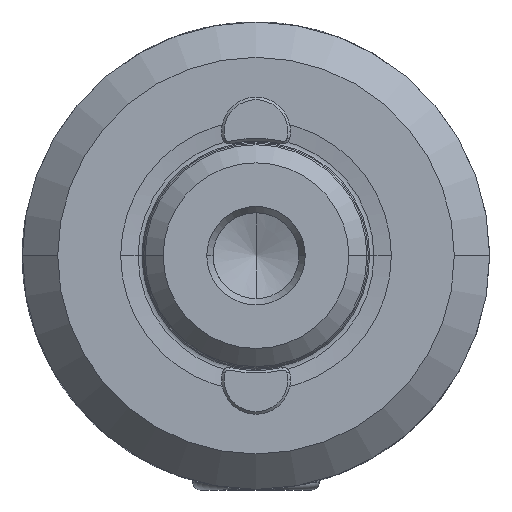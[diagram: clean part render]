
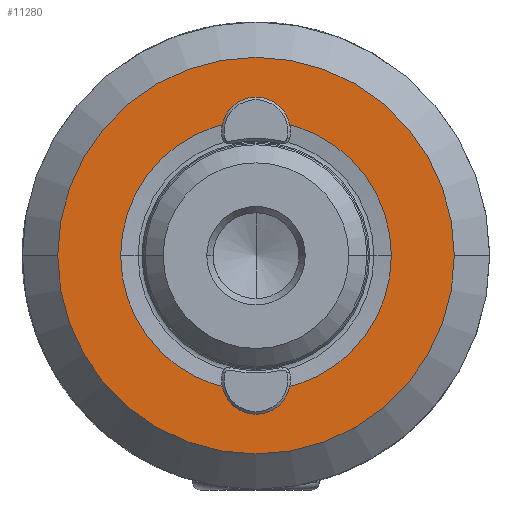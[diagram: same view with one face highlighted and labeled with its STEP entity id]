
A CAD part, left-side view. The second image highlights one B-rep face of the part: STEP entity #11280.
In plain terms, the highlighted planar face has unit normal (-1, 0, 0).
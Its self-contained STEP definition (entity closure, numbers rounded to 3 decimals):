
#291 = ORIENTED_EDGE ( 'NONE', *, *, #24687, .F. ) ;
#345 = EDGE_CURVE ( 'NONE', #6439, #21847, #18054, .T. ) ;
#438 = EDGE_CURVE ( 'NONE', #15809, #10435, #8415, .T. ) ;
#770 = AXIS2_PLACEMENT_3D ( 'NONE', #18252, #20370, #22385 ) ;
#1039 = VERTEX_POINT ( 'NONE', #23111 ) ;
#1044 = DIRECTION ( 'NONE',  ( -1., 0., 0. ) ) ;
#1197 = VERTEX_POINT ( 'NONE', #19353 ) ;
#1590 = ORIENTED_EDGE ( 'NONE', *, *, #25297, .T. ) ;
#1718 = CARTESIAN_POINT ( 'NONE',  ( -43., 10.715, 0. ) ) ;
#1727 = CARTESIAN_POINT ( 'NONE',  ( -43., -1.58, -10.598 ) ) ;
#1737 = VERTEX_POINT ( 'NONE', #11656 ) ;
#1854 = CARTESIAN_POINT ( 'NONE',  ( -43., 0., 0. ) ) ;
#1922 = EDGE_CURVE ( 'NONE', #1197, #13816, #3113, .T. ) ;
#2393 = CARTESIAN_POINT ( 'NONE',  ( -43., -10.715, 0. ) ) ;
#2833 = ORIENTED_EDGE ( 'NONE', *, *, #345, .T. ) ;
#3066 = DIRECTION ( 'NONE',  ( -1., 0., 0. ) ) ;
#3113 = CIRCLE ( 'NONE', #770, 1.6 ) ;
#3241 = VERTEX_POINT ( 'NONE', #1727 ) ;
#3398 = DIRECTION ( 'NONE',  ( 0., 1., 0. ) ) ;
#3422 = AXIS2_PLACEMENT_3D ( 'NONE', #25844, #3726, #12000 ) ;
#3443 = DIRECTION ( 'NONE',  ( 0., -1., 0. ) ) ;
#3536 = ORIENTED_EDGE ( 'NONE', *, *, #25559, .F. ) ;
#3609 = AXIS2_PLACEMENT_3D ( 'NONE', #25450, #11437, #3443 ) ;
#3726 = DIRECTION ( 'NONE',  ( -1., 0., 0. ) ) ;
#4158 = ORIENTED_EDGE ( 'NONE', *, *, #1922, .F. ) ;
#4180 = AXIS2_PLACEMENT_3D ( 'NONE', #14990, #3066, #16972 ) ;
#4820 = DIRECTION ( 'NONE',  ( 0., -1., 0. ) ) ;
#4990 = CARTESIAN_POINT ( 'NONE',  ( -43., 0., 10.85 ) ) ;
#5589 = VERTEX_POINT ( 'NONE', #2393 ) ;
#6164 = AXIS2_PLACEMENT_3D ( 'NONE', #1854, #15742, #17825 ) ;
#6439 = VERTEX_POINT ( 'NONE', #11733 ) ;
#6852 = CARTESIAN_POINT ( 'NONE',  ( -43., 0., 0. ) ) ;
#7034 = EDGE_LOOP ( 'NONE', ( #4158, #21884, #291, #13578, #3536, #22004, #25666, #8865 ) ) ;
#7161 = DIRECTION ( 'NONE',  ( 0., 0., 1. ) ) ;
#7225 = PLANE ( 'NONE',  #12584 ) ;
#7366 = CIRCLE ( 'NONE', #13319, 10.715 ) ;
#7476 = CARTESIAN_POINT ( 'NONE',  ( -43., 0., 12.45 ) ) ;
#7700 = DIRECTION ( 'NONE',  ( 0., -1., 0. ) ) ;
#8286 = CIRCLE ( 'NONE', #6164, 15.7 ) ;
#8415 = CIRCLE ( 'NONE', #20961, 10.715 ) ;
#8833 = DIRECTION ( 'NONE',  ( -1., 0., 0. ) ) ;
#8865 = ORIENTED_EDGE ( 'NONE', *, *, #24563, .F. ) ;
#9194 = CARTESIAN_POINT ( 'NONE',  ( -43., -10.715, 0. ) ) ;
#9292 = CIRCLE ( 'NONE', #4180, 10.715 ) ;
#9317 = DIRECTION ( 'NONE',  ( 0., 0., 1. ) ) ;
#9866 = EDGE_CURVE ( 'NONE', #1737, #3241, #12342, .T. ) ;
#10435 = VERTEX_POINT ( 'NONE', #1718 ) ;
#10742 = FACE_OUTER_BOUND ( 'NONE', #10997, .T. ) ;
#10901 = DIRECTION ( 'NONE',  ( -1., 0., 0. ) ) ;
#10997 = EDGE_LOOP ( 'NONE', ( #2833, #1590 ) ) ;
#11280 = ADVANCED_FACE ( 'NONE', ( #10742, #13538 ), #7225, .F. ) ;
#11437 = DIRECTION ( 'NONE',  ( -1., 0., 0. ) ) ;
#11656 = CARTESIAN_POINT ( 'NONE',  ( -43., 0., -12.45 ) ) ;
#11714 = CIRCLE ( 'NONE', #18154, 1.6 ) ;
#11733 = CARTESIAN_POINT ( 'NONE',  ( -43., 15.7, 0. ) ) ;
#12000 = DIRECTION ( 'NONE',  ( 0., 0., 1. ) ) ;
#12342 = CIRCLE ( 'NONE', #3422, 1.6 ) ;
#12584 = AXIS2_PLACEMENT_3D ( 'NONE', #9194, #17054, #3398 ) ;
#12968 = CARTESIAN_POINT ( 'NONE',  ( -43., 0., 0. ) ) ;
#13319 = AXIS2_PLACEMENT_3D ( 'NONE', #12968, #1044, #4820 ) ;
#13538 = FACE_BOUND ( 'NONE', #7034, .T. ) ;
#13578 = ORIENTED_EDGE ( 'NONE', *, *, #9866, .F. ) ;
#13816 = VERTEX_POINT ( 'NONE', #7476 ) ;
#14262 = CIRCLE ( 'NONE', #20507, 1.6 ) ;
#14829 = EDGE_CURVE ( 'NONE', #5589, #1197, #16832, .T. ) ;
#14990 = CARTESIAN_POINT ( 'NONE',  ( -43., 0., 0. ) ) ;
#15742 = DIRECTION ( 'NONE',  ( -1., 0., 0. ) ) ;
#15809 = VERTEX_POINT ( 'NONE', #21206 ) ;
#16141 = EDGE_CURVE ( 'NONE', #10435, #1039, #9292, .T. ) ;
#16832 = CIRCLE ( 'NONE', #20165, 10.715 ) ;
#16972 = DIRECTION ( 'NONE',  ( 0., -1., 0. ) ) ;
#17054 = DIRECTION ( 'NONE',  ( 1., 0., 0. ) ) ;
#17825 = DIRECTION ( 'NONE',  ( 0., -1., 0. ) ) ;
#18054 = CIRCLE ( 'NONE', #3609, 15.7 ) ;
#18154 = AXIS2_PLACEMENT_3D ( 'NONE', #21202, #23190, #9317 ) ;
#18252 = CARTESIAN_POINT ( 'NONE',  ( -43., 0., 10.85 ) ) ;
#19353 = CARTESIAN_POINT ( 'NONE',  ( -43., -1.58, 10.598 ) ) ;
#19632 = CARTESIAN_POINT ( 'NONE',  ( -43., 0., 0. ) ) ;
#20165 = AXIS2_PLACEMENT_3D ( 'NONE', #6852, #8833, #22794 ) ;
#20370 = DIRECTION ( 'NONE',  ( -1., 0., 0. ) ) ;
#20507 = AXIS2_PLACEMENT_3D ( 'NONE', #4990, #10901, #7161 ) ;
#20961 = AXIS2_PLACEMENT_3D ( 'NONE', #19632, #21734, #7700 ) ;
#21202 = CARTESIAN_POINT ( 'NONE',  ( -43., 0., -10.85 ) ) ;
#21206 = CARTESIAN_POINT ( 'NONE',  ( -43., 1.58, 10.598 ) ) ;
#21734 = DIRECTION ( 'NONE',  ( -1., 0., 0. ) ) ;
#21847 = VERTEX_POINT ( 'NONE', #25265 ) ;
#21884 = ORIENTED_EDGE ( 'NONE', *, *, #14829, .F. ) ;
#22004 = ORIENTED_EDGE ( 'NONE', *, *, #16141, .F. ) ;
#22385 = DIRECTION ( 'NONE',  ( 0., 0., 1. ) ) ;
#22794 = DIRECTION ( 'NONE',  ( 0., -1., 0. ) ) ;
#23111 = CARTESIAN_POINT ( 'NONE',  ( -43., 1.58, -10.598 ) ) ;
#23190 = DIRECTION ( 'NONE',  ( -1., 0., 0. ) ) ;
#24563 = EDGE_CURVE ( 'NONE', #13816, #15809, #14262, .T. ) ;
#24687 = EDGE_CURVE ( 'NONE', #3241, #5589, #7366, .T. ) ;
#25265 = CARTESIAN_POINT ( 'NONE',  ( -43., -15.7, 0. ) ) ;
#25297 = EDGE_CURVE ( 'NONE', #21847, #6439, #8286, .T. ) ;
#25450 = CARTESIAN_POINT ( 'NONE',  ( -43., 0., 0. ) ) ;
#25559 = EDGE_CURVE ( 'NONE', #1039, #1737, #11714, .T. ) ;
#25666 = ORIENTED_EDGE ( 'NONE', *, *, #438, .F. ) ;
#25844 = CARTESIAN_POINT ( 'NONE',  ( -43., 0., -10.85 ) ) ;
